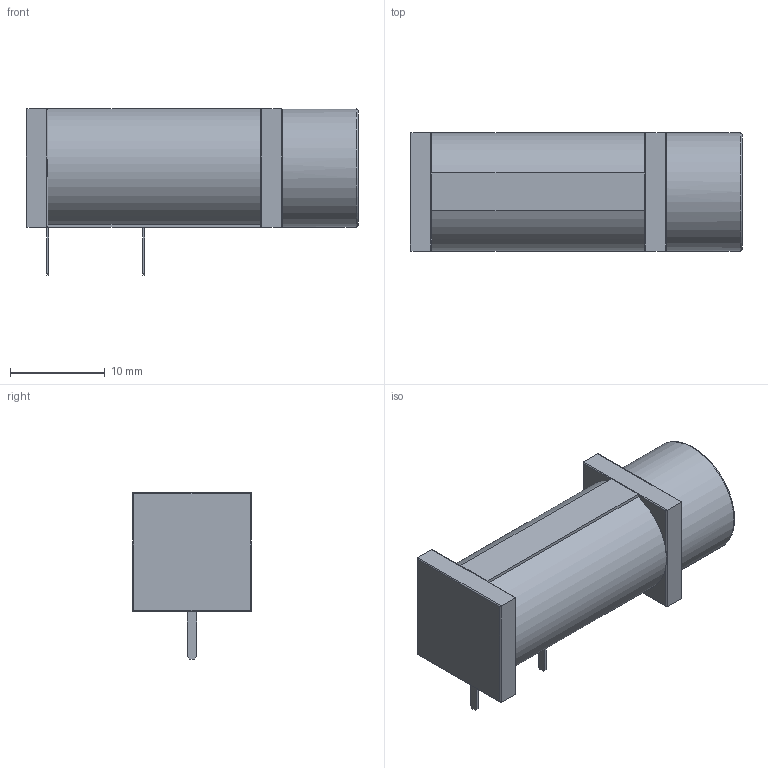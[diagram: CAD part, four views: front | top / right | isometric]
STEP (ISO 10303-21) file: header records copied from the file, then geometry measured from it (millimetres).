
FILE_DESCRIPTION(/* description */ ('model of Fuseholder_Cylinder-5x20mm_Bulgin_FX0457_Horizontal_Closed'),/* implementation_level */ '2;1');
FILE_NAME(/* name */ 'Fuseholder_Cylinder-5x20mm_Bulgin_FX0457_Horizontal_Closed.step',/* time_stamp */ '2019-01-12T13:27:18',/* author */ ('kicad StepUp','ksu'),/* organization */ ('FreeCAD'),/* preprocessor_version */ 'OCC',/* originating_system */ 'kicad StepUp',/* authorisation */ '');
FILE_SCHEMA(('AUTOMOTIVE_DESIGN { 1 0 10303 214 1 1 1 1 }'));
Length unit declared in the file: millimetre
Products named in the file (1): A_Bulgin_FX0457
Bounding box: 35.1 x 12.5 x 17.57 mm (x, y, z)
Volume: 4366.1 mm3; surface area: 2393.4 mm2
Topology: 3 solids, 3 shells, 84 faces, 187 edges, 111 vertices
Faces by surface type: plane 62, cylinder 21, torus 1
Full cylindrical faces by diameter (mm): 9.9 x1, 10.5 x1, 12.5 x1
Entity records: 1494 total; most frequent: ORIENTED_EDGE 285, CARTESIAN_POINT 220, EDGE_CURVE 187, VERTEX_POINT 111, LINE 103, FACE_BOUND 86, EDGE_LOOP 86, AXIS2_PLACEMENT_3D 84
